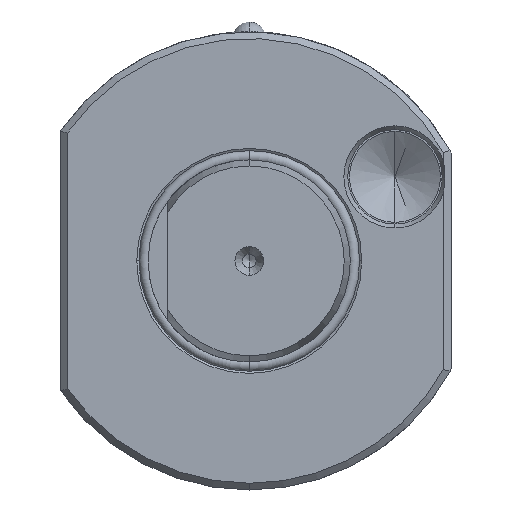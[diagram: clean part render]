
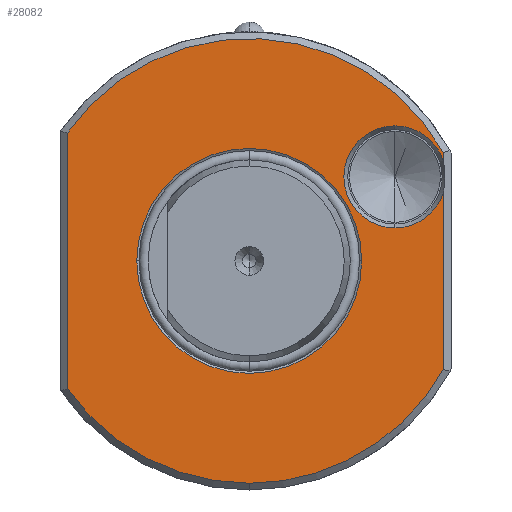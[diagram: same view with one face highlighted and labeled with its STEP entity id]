
A CAD part, left-side view. The second image highlights one B-rep face of the part: STEP entity #28082.
In plain terms, the highlighted planar face has unit normal (-1, 0, 0).
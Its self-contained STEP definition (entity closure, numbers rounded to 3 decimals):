
#5699 = DIRECTION ( 'NONE',  ( 1., 0., 0. ) ) ;
#5774 = CARTESIAN_POINT ( 'NONE',  ( 2., 0., 0. ) ) ;
#5776 = DIRECTION ( 'NONE',  ( 0., 1., 0. ) ) ;
#8445 = CIRCLE ( 'NONE', #15241, 16.69 ) ;
#8784 = DIRECTION ( 'NONE',  ( -1., 0., 0. ) ) ;
#8791 = DIRECTION ( 'NONE',  ( 0., 0., 1. ) ) ;
#8797 = CARTESIAN_POINT ( 'NONE',  ( 2., 0., 0. ) ) ;
#15241 = AXIS2_PLACEMENT_3D ( 'NONE', #5774, #5699, #5776 ) ;
#15489 = CIRCLE ( 'NONE', #30775, 33. ) ;
#15756 = CIRCLE ( 'NONE', #31017, 7.577 ) ;
#15782 = CIRCLE ( 'NONE', #31013, 7.577 ) ;
#15832 = LINE ( 'NONE', #30272, #15838 ) ;
#15838 = VECTOR ( 'NONE', #30235, 1000. ) ;
#15844 = CIRCLE ( 'NONE', #31037, 7.577 ) ;
#15847 = CIRCLE ( 'NONE', #31039, 33. ) ;
#15850 = LINE ( 'NONE', #30216, #15887 ) ;
#15859 = VECTOR ( 'NONE', #30251, 1000. ) ;
#15865 = CIRCLE ( 'NONE', #31042, 16.69 ) ;
#15883 = LINE ( 'NONE', #30274, #15859 ) ;
#15887 = VECTOR ( 'NONE', #30195, 1000. ) ;
#15891 = CIRCLE ( 'NONE', #31064, 33. ) ;
#17886 = ORIENTED_EDGE ( 'NONE', *, *, #28655, .T. ) ;
#17896 = ORIENTED_EDGE ( 'NONE', *, *, #28609, .T. ) ;
#17915 = ORIENTED_EDGE ( 'NONE', *, *, #28484, .T. ) ;
#17917 = ORIENTED_EDGE ( 'NONE', *, *, #35057, .T. ) ;
#17961 = ORIENTED_EDGE ( 'NONE', *, *, #28590, .T. ) ;
#17968 = ORIENTED_EDGE ( 'NONE', *, *, #28443, .T. ) ;
#17981 = ORIENTED_EDGE ( 'NONE', *, *, #28591, .T. ) ;
#17993 = ORIENTED_EDGE ( 'NONE', *, *, #28597, .T. ) ;
#17994 = ORIENTED_EDGE ( 'NONE', *, *, #28599, .T. ) ;
#18071 = ORIENTED_EDGE ( 'NONE', *, *, #28558, .T. ) ;
#18074 = ORIENTED_EDGE ( 'NONE', *, *, #35722, .T. ) ;
#19874 = DIRECTION ( 'NONE',  ( -1., 0., 0. ) ) ;
#19880 = CARTESIAN_POINT ( 'NONE',  ( 2., 15., 0. ) ) ;
#19890 = PLANE ( 'NONE',  #28920 ) ;
#19895 = DIRECTION ( 'NONE',  ( 0., 0., 1. ) ) ;
#21026 = CARTESIAN_POINT ( 'NONE',  ( 2., 0., -33. ) ) ;
#21762 = CARTESIAN_POINT ( 'NONE',  ( 2., 27., 18.974 ) ) ;
#21818 = CARTESIAN_POINT ( 'NONE',  ( 2., 27., -18.974 ) ) ;
#21832 = CARTESIAN_POINT ( 'NONE',  ( 2., -28.8, 16.111 ) ) ;
#26212 = DIRECTION ( 'NONE',  ( -1., 0., 0. ) ) ;
#26216 = DIRECTION ( 'NONE',  ( 0., 0., 1. ) ) ;
#26220 = CARTESIAN_POINT ( 'NONE',  ( 2., 0., 0. ) ) ;
#26773 = VERTEX_POINT ( 'NONE', #29386 ) ;
#26811 = VERTEX_POINT ( 'NONE', #29435 ) ;
#26836 = VERTEX_POINT ( 'NONE', #29440 ) ;
#26888 = VERTEX_POINT ( 'NONE', #29455 ) ;
#26890 = VERTEX_POINT ( 'NONE', #29490 ) ;
#26895 = VERTEX_POINT ( 'NONE', #29491 ) ;
#27357 = FACE_OUTER_BOUND ( 'NONE', #31987, .T. ) ;
#27385 = FACE_BOUND ( 'NONE', #32064, .T. ) ;
#28082 = ADVANCED_FACE ( 'NONE', ( #27357, #27385 ), #19890, .T. ) ;
#28443 = EDGE_CURVE ( 'NONE', #26890, #26895, #15756, .T. ) ;
#28484 = EDGE_CURVE ( 'NONE', #26888, #26836, #15782, .T. ) ;
#28558 = EDGE_CURVE ( 'NONE', #26895, #26888, #15844, .T. ) ;
#28590 = EDGE_CURVE ( 'NONE', #33230, #26890, #15850, .T. ) ;
#28591 = EDGE_CURVE ( 'NONE', #26836, #31549, #15883, .T. ) ;
#28597 = EDGE_CURVE ( 'NONE', #31549, #31494, #15847, .T. ) ;
#28599 = EDGE_CURVE ( 'NONE', #31494, #31594, #15832, .T. ) ;
#28609 = EDGE_CURVE ( 'NONE', #26811, #26773, #15865, .T. ) ;
#28655 = EDGE_CURVE ( 'NONE', #31594, #33189, #15891, .T. ) ;
#28920 = AXIS2_PLACEMENT_3D ( 'NONE', #19880, #19874, #19895 ) ;
#29386 = CARTESIAN_POINT ( 'NONE',  ( 2., -16.69, 0. ) ) ;
#29435 = CARTESIAN_POINT ( 'NONE',  ( 2., 16.69, 0. ) ) ;
#29440 = CARTESIAN_POINT ( 'NONE',  ( 2., -28.8, 14.892 ) ) ;
#29455 = CARTESIAN_POINT ( 'NONE',  ( 2., -21.62, 20.047 ) ) ;
#29490 = CARTESIAN_POINT ( 'NONE',  ( 2., -28.8, 10.048 ) ) ;
#29491 = CARTESIAN_POINT ( 'NONE',  ( 2., -21.62, 4.893 ) ) ;
#29648 = DIRECTION ( 'NONE',  ( 0., 0., 1. ) ) ;
#29657 = DIRECTION ( 'NONE',  ( 1., 0., 0. ) ) ;
#29667 = CARTESIAN_POINT ( 'NONE',  ( 2., -21.62, 12.47 ) ) ;
#30032 = DIRECTION ( 'NONE',  ( 1., 0., 0. ) ) ;
#30052 = DIRECTION ( 'NONE',  ( 0., 0., 1. ) ) ;
#30062 = CARTESIAN_POINT ( 'NONE',  ( 2., -21.62, 12.47 ) ) ;
#30195 = DIRECTION ( 'NONE',  ( 0., 0., 1. ) ) ;
#30216 = CARTESIAN_POINT ( 'NONE',  ( 2., -28.8, 0. ) ) ;
#30235 = DIRECTION ( 'NONE',  ( 0., 0., -1. ) ) ;
#30251 = DIRECTION ( 'NONE',  ( 0., 0., 1. ) ) ;
#30254 = DIRECTION ( 'NONE',  ( -1., 0., 0. ) ) ;
#30260 = DIRECTION ( 'NONE',  ( 0., 0., 1. ) ) ;
#30267 = CARTESIAN_POINT ( 'NONE',  ( 2., 0., 0. ) ) ;
#30272 = CARTESIAN_POINT ( 'NONE',  ( 2., 27., 0. ) ) ;
#30274 = CARTESIAN_POINT ( 'NONE',  ( 2., -28.8, 0. ) ) ;
#30295 = CARTESIAN_POINT ( 'NONE',  ( 2., 0., 0. ) ) ;
#30304 = DIRECTION ( 'NONE',  ( 1., 0., 0. ) ) ;
#30305 = DIRECTION ( 'NONE',  ( 0., 1., 0. ) ) ;
#30775 = AXIS2_PLACEMENT_3D ( 'NONE', #8797, #8784, #8791 ) ;
#31013 = AXIS2_PLACEMENT_3D ( 'NONE', #29667, #29657, #29648 ) ;
#31017 = AXIS2_PLACEMENT_3D ( 'NONE', #36330, #36352, #36332 ) ;
#31037 = AXIS2_PLACEMENT_3D ( 'NONE', #30062, #30032, #30052 ) ;
#31039 = AXIS2_PLACEMENT_3D ( 'NONE', #30267, #30254, #30260 ) ;
#31042 = AXIS2_PLACEMENT_3D ( 'NONE', #30295, #30304, #30305 ) ;
#31064 = AXIS2_PLACEMENT_3D ( 'NONE', #26220, #26212, #26216 ) ;
#31494 = VERTEX_POINT ( 'NONE', #21762 ) ;
#31549 = VERTEX_POINT ( 'NONE', #21832 ) ;
#31594 = VERTEX_POINT ( 'NONE', #21818 ) ;
#31987 = EDGE_LOOP ( 'NONE', ( #17886, #17917, #17961, #17968, #18071, #17915, #17981, #17993, #17994 ) ) ;
#32064 = EDGE_LOOP ( 'NONE', ( #18074, #17896 ) ) ;
#33189 = VERTEX_POINT ( 'NONE', #21026 ) ;
#33230 = VERTEX_POINT ( 'NONE', #35008 ) ;
#35008 = CARTESIAN_POINT ( 'NONE',  ( 2., -28.8, -16.111 ) ) ;
#35057 = EDGE_CURVE ( 'NONE', #33189, #33230, #15489, .T. ) ;
#35722 = EDGE_CURVE ( 'NONE', #26773, #26811, #8445, .T. ) ;
#36330 = CARTESIAN_POINT ( 'NONE',  ( 2., -21.62, 12.47 ) ) ;
#36332 = DIRECTION ( 'NONE',  ( 0., 0., 1. ) ) ;
#36352 = DIRECTION ( 'NONE',  ( 1., 0., 0. ) ) ;
